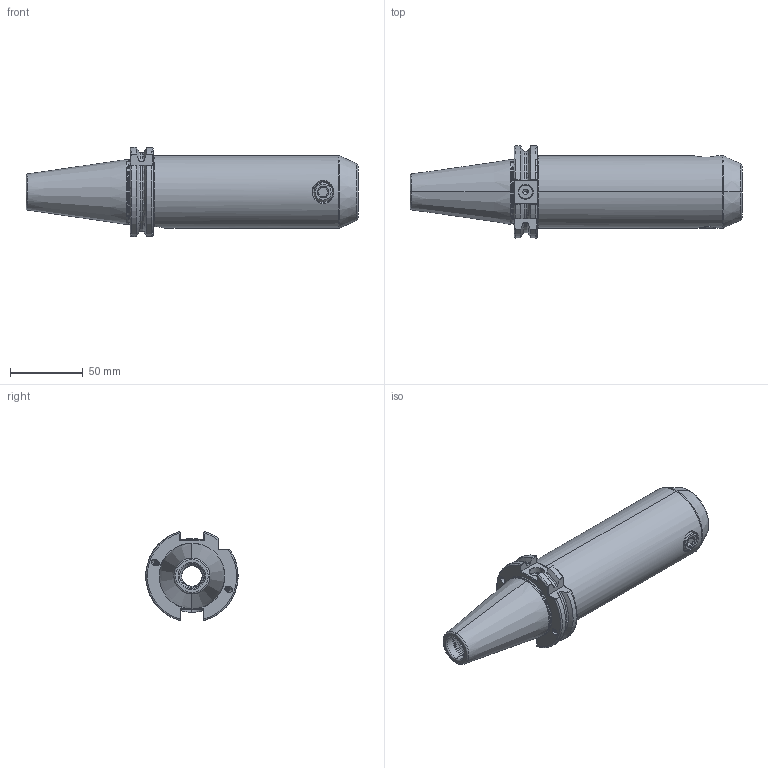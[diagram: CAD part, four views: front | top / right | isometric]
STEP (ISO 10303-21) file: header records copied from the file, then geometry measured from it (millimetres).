
FILE_DESCRIPTION (( 'STEP AP203' ), '1' );
FILE_NAME ('403.04.18.2.STEP', '2016-11-25T07:29:47', ( '' ), ( '' ), 'SwSTEP 2.0', 'SolidWorks 2012', '' );
FILE_SCHEMA (( 'CONFIG_CONTROL_DESIGN' ));
Length unit declared in the file: millimetre
Products named in the file (3): 側固14_M14x2_16L; 403.04.18.2
Assembly tree (2 placements, depth 2):
  403.04.18.2
    403.04.18.2
    側固14_M14x2_16L
Bounding box: 228.4 x 63.42 x 61.24 mm (x, y, z)
Volume: 339819 mm3; surface area: 52990 mm2
Topology: 2 solids, 2 shells, 289 faces, 770 edges, 483 vertices
Faces by surface type: cylinder 125, plane 55, cone 40, torus 34, bspline 33, sphere 2
Entity records: 23810 total; most frequent: CARTESIAN_POINT 17297, ORIENTED_EDGE 1516, DIRECTION 1063, EDGE_CURVE 758, VERTEX_POINT 483, AXIS2_PLACEMENT_3D 417, EDGE_LOOP 307, ADVANCED_FACE 289
